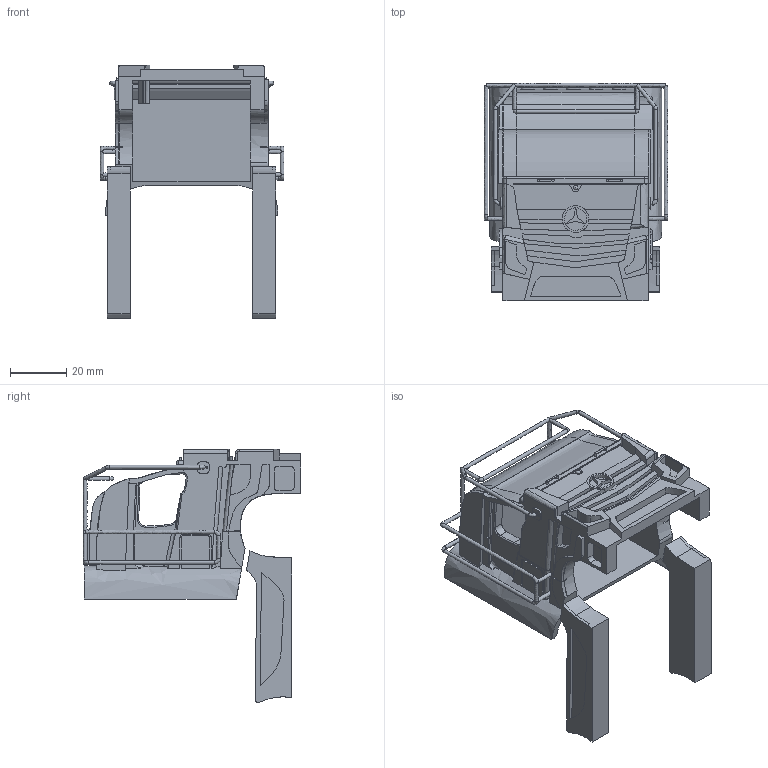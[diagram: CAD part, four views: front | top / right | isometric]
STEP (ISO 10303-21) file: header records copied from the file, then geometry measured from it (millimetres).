
FILE_DESCRIPTION(('FreeCAD Model'),'2;1');
FILE_NAME('Open CASCADE Shape Model','2025-05-01T04:35:04',('FreeCAD'),( 'FreeCAD'),'Open CASCADE STEP processor 7.6','FreeCAD','Unknown');
FILE_SCHEMA(('AUTOMOTIVE_DESIGN { 1 0 10303 214 1 1 1 1 }'));
Length unit declared in the file: millimetre
Products named in the file (1): Open CASCADE STEP translator 7.6 1
Bounding box: 65.4 x 77.46 x 90.14 mm (x, y, z)
Volume: 58657.2 mm3; surface area: 36222.7 mm2
Topology: 5 solids, 5 shells, 620 faces, 1747 edges, 1123 vertices
Faces by surface type: bspline 620
Entity records: 24988 total; most frequent: CARTESIAN_POINT 14780, ORIENTED_EDGE 3478, EDGE_CURVE 1739, B_SPLINE_CURVE_WITH_KNOTS 1423, VERTEX_POINT 1123, FACE_BOUND 653, EDGE_LOOP 653, ADVANCED_FACE 620
